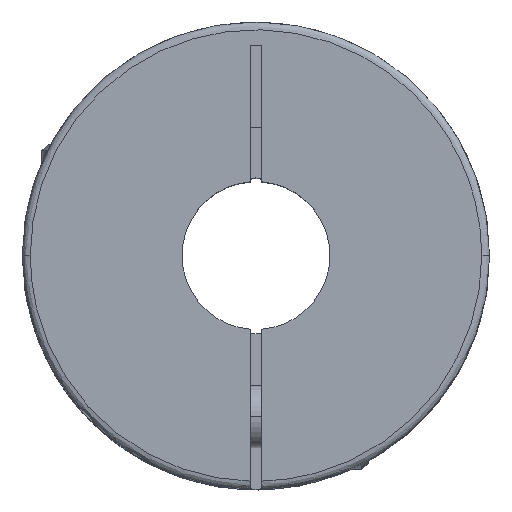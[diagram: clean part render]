
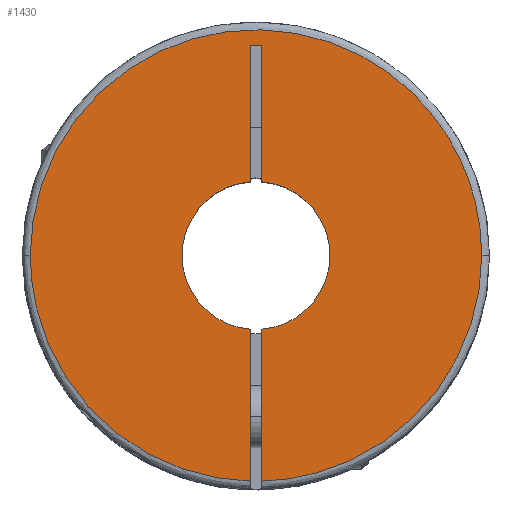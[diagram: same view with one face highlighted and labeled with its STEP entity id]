
A CAD part, top view. The second image highlights one B-rep face of the part: STEP entity #1430.
In plain terms, the highlighted planar face has unit normal (0, 0, 1).
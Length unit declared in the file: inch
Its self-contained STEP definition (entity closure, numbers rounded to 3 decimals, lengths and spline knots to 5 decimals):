
#37 = DIRECTION ( 'NONE',  ( 0., 1., 0. ) ) ;
#44 = VERTEX_POINT ( 'NONE', #3281 ) ;
#77 = CARTESIAN_POINT ( 'NONE',  ( 0.02953, 1.06299, 0. ) ) ;
#78 = CARTESIAN_POINT ( 'NONE',  ( 0.02953, -1.14135, 0. ) ) ;
#145 = CARTESIAN_POINT ( 'NONE',  ( 1.14173, 0., 0. ) ) ;
#194 = AXIS2_PLACEMENT_3D ( 'NONE', #2848, #3474, #639 ) ;
#257 = EDGE_CURVE ( 'NONE', #2356, #1199, #559, .T. ) ;
#261 = CIRCLE ( 'NONE', #2592, 0.37402 ) ;
#296 = DIRECTION ( 'NONE',  ( 0., 0., 1. ) ) ;
#299 = EDGE_CURVE ( 'NONE', #44, #3599, #2979, .T. ) ;
#330 = CARTESIAN_POINT ( 'NONE',  ( 1.14173, 2.28346, 0. ) ) ;
#364 = EDGE_CURVE ( 'NONE', #643, #1331, #2257, .T. ) ;
#424 = CARTESIAN_POINT ( 'NONE',  ( 1.14173, 0., 0. ) ) ;
#537 = ORIENTED_EDGE ( 'NONE', *, *, #3447, .F. ) ;
#559 =( BOUNDED_CURVE ( )  B_SPLINE_CURVE ( 3, ( #2829, #2197, #330, #3455 ),
 .UNSPECIFIED., .F., .T. ) 
 B_SPLINE_CURVE_WITH_KNOTS ( ( 4, 4 ),
 ( 0.24792, 0.75208 ),
 .UNSPECIFIED. ) 
 CURVE ( )  GEOMETRIC_REPRESENTATION_ITEM ( )  RATIONAL_B_SPLINE_CURVE ( ( 1., 0.333, 0.333, 1. ) ) 
 REPRESENTATION_ITEM ( '' )  );
#588 = DIRECTION ( 'NONE',  ( 0., 1., 0. ) ) ;
#606 = LINE ( 'NONE', #1788, #3629 ) ;
#625 = CARTESIAN_POINT ( 'NONE',  ( -0.02953, -1.14135, 0. ) ) ;
#639 = DIRECTION ( 'NONE',  ( 1., 0., 0. ) ) ;
#643 = VERTEX_POINT ( 'NONE', #3385 ) ;
#705 = EDGE_CURVE ( 'NONE', #3599, #1331, #3242, .T. ) ;
#759 = FACE_OUTER_BOUND ( 'NONE', #3033, .T. ) ;
#879 = DIRECTION ( 'NONE',  ( 1., 0., 0. ) ) ;
#914 = ORIENTED_EDGE ( 'NONE', *, *, #257, .F. ) ;
#921 = EDGE_CURVE ( 'NONE', #3375, #955, #606, .T. ) ;
#941 = EDGE_CURVE ( 'NONE', #3833, #955, #261, .T. ) ;
#942 = CARTESIAN_POINT ( 'NONE',  ( 0.02953, -1.1811, 0. ) ) ;
#955 = VERTEX_POINT ( 'NONE', #3685 ) ;
#982 = DIRECTION ( 'NONE',  ( 0., -1., 0. ) ) ;
#1002 = CARTESIAN_POINT ( 'NONE',  ( -1.14173, -0.65518, 0. ) ) ;
#1028 = CARTESIAN_POINT ( 'NONE',  ( -0.02953, 0.37285, 0. ) ) ;
#1048 = CARTESIAN_POINT ( 'NONE',  ( 0., 0., 0. ) ) ;
#1069 = EDGE_CURVE ( 'NONE', #1119, #1416, #3162, .T. ) ;
#1118 = AXIS2_PLACEMENT_3D ( 'NONE', #2339, #2723, #3571 ) ;
#1119 = VERTEX_POINT ( 'NONE', #2225 ) ;
#1164 = CARTESIAN_POINT ( 'NONE',  ( 0., 0., 0. ) ) ;
#1199 = VERTEX_POINT ( 'NONE', #424 ) ;
#1260 = CARTESIAN_POINT ( 'NONE',  ( -0.68448, -1.12441, 0. ) ) ;
#1285 = CARTESIAN_POINT ( 'NONE',  ( 0.02953, 0., 0. ) ) ;
#1331 = VERTEX_POINT ( 'NONE', #2516 ) ;
#1416 = VERTEX_POINT ( 'NONE', #78 ) ;
#1430 = ADVANCED_FACE ( 'NONE', ( #759 ), #2014, .F. ) ;
#1588 =( BOUNDED_CURVE ( )  B_SPLINE_CURVE ( 3, ( #3840, #1260, #1002, #1975 ),
 .UNSPECIFIED., .F., .T. ) 
 B_SPLINE_CURVE_WITH_KNOTS ( ( 4, 4 ),
 ( 0., 0.24792 ),
 .UNSPECIFIED. ) 
 CURVE ( )  GEOMETRIC_REPRESENTATION_ITEM ( )  RATIONAL_B_SPLINE_CURVE ( ( 1., 0.811, 0.811, 1. ) ) 
 REPRESENTATION_ITEM ( '' )  );
#1596 = EDGE_CURVE ( 'NONE', #643, #3833, #2213, .T. ) ;
#1685 = CARTESIAN_POINT ( 'NONE',  ( 0.02953, 0.37285, 0. ) ) ;
#1760 = ORIENTED_EDGE ( 'NONE', *, *, #921, .T. ) ;
#1788 = CARTESIAN_POINT ( 'NONE',  ( -0.02953, 1.06299, 0. ) ) ;
#1856 = VECTOR ( 'NONE', #3222, 39.37008 ) ;
#1920 = VECTOR ( 'NONE', #982, 39.37008 ) ;
#1975 = CARTESIAN_POINT ( 'NONE',  ( -1.14173, 0., 0. ) ) ;
#2014 = PLANE ( 'NONE',  #2192 ) ;
#2095 = CARTESIAN_POINT ( 'NONE',  ( 0.68448, -1.12441, 0. ) ) ;
#2192 = AXIS2_PLACEMENT_3D ( 'NONE', #1048, #2943, #2602 ) ;
#2197 = CARTESIAN_POINT ( 'NONE',  ( -1.14173, 2.28346, 0. ) ) ;
#2213 = LINE ( 'NONE', #3566, #1856 ) ;
#2225 = CARTESIAN_POINT ( 'NONE',  ( 0.02953, -0.37285, 0. ) ) ;
#2241 = VECTOR ( 'NONE', #37, 39.37008 ) ;
#2257 = LINE ( 'NONE', #77, #2318 ) ;
#2276 = DIRECTION ( 'NONE',  ( 1., 0., 0. ) ) ;
#2318 = VECTOR ( 'NONE', #2276, 39.37008 ) ;
#2339 = CARTESIAN_POINT ( 'NONE',  ( 0., 0., 0. ) ) ;
#2356 = VERTEX_POINT ( 'NONE', #3232 ) ;
#2452 = CIRCLE ( 'NONE', #1118, 0.37402 ) ;
#2504 = ORIENTED_EDGE ( 'NONE', *, *, #3026, .F. ) ;
#2516 = CARTESIAN_POINT ( 'NONE',  ( 0.02953, 1.06299, 0. ) ) ;
#2578 =( BOUNDED_CURVE ( )  B_SPLINE_CURVE ( 3, ( #145, #3309, #2095, #3637 ),
 .UNSPECIFIED., .F., .T. ) 
 B_SPLINE_CURVE_WITH_KNOTS ( ( 4, 4 ),
 ( 0.75208, 1. ),
 .UNSPECIFIED. ) 
 CURVE ( )  GEOMETRIC_REPRESENTATION_ITEM ( )  RATIONAL_B_SPLINE_CURVE ( ( 1., 0.811, 0.811, 1. ) ) 
 REPRESENTATION_ITEM ( '' )  );
#2592 = AXIS2_PLACEMENT_3D ( 'NONE', #1164, #296, #879 ) ;
#2602 = DIRECTION ( 'NONE',  ( -1., 0., 0. ) ) ;
#2723 = DIRECTION ( 'NONE',  ( 0., 0., 1. ) ) ;
#2829 = CARTESIAN_POINT ( 'NONE',  ( -1.14173, 0., 0. ) ) ;
#2833 = EDGE_CURVE ( 'NONE', #1119, #44, #2452, .T. ) ;
#2848 = CARTESIAN_POINT ( 'NONE',  ( 0., 0., 0. ) ) ;
#2872 = ORIENTED_EDGE ( 'NONE', *, *, #705, .F. ) ;
#2939 = ORIENTED_EDGE ( 'NONE', *, *, #299, .F. ) ;
#2943 = DIRECTION ( 'NONE',  ( 0., 0., -1. ) ) ;
#2979 = CIRCLE ( 'NONE', #194, 0.37402 ) ;
#3026 = EDGE_CURVE ( 'NONE', #3375, #2356, #1588, .T. ) ;
#3033 = EDGE_LOOP ( 'NONE', ( #1760, #3916, #3398, #3506, #2872, #2939, #4009, #3934, #537, #914, #2504 ) ) ;
#3162 = LINE ( 'NONE', #942, #1920 ) ;
#3222 = DIRECTION ( 'NONE',  ( 0., -1., 0. ) ) ;
#3232 = CARTESIAN_POINT ( 'NONE',  ( -1.14173, 0., 0. ) ) ;
#3242 = LINE ( 'NONE', #1285, #2241 ) ;
#3281 = CARTESIAN_POINT ( 'NONE',  ( 0.37402, 0., 0. ) ) ;
#3309 = CARTESIAN_POINT ( 'NONE',  ( 1.14173, -0.65518, 0. ) ) ;
#3375 = VERTEX_POINT ( 'NONE', #625 ) ;
#3385 = CARTESIAN_POINT ( 'NONE',  ( -0.02953, 1.06299, 0. ) ) ;
#3398 = ORIENTED_EDGE ( 'NONE', *, *, #1596, .F. ) ;
#3447 = EDGE_CURVE ( 'NONE', #1199, #1416, #2578, .T. ) ;
#3455 = CARTESIAN_POINT ( 'NONE',  ( 1.14173, 0., 0. ) ) ;
#3474 = DIRECTION ( 'NONE',  ( 0., 0., 1. ) ) ;
#3506 = ORIENTED_EDGE ( 'NONE', *, *, #364, .T. ) ;
#3566 = CARTESIAN_POINT ( 'NONE',  ( -0.02953, 0., 0. ) ) ;
#3571 = DIRECTION ( 'NONE',  ( 1., 0., 0. ) ) ;
#3599 = VERTEX_POINT ( 'NONE', #1685 ) ;
#3629 = VECTOR ( 'NONE', #588, 39.37008 ) ;
#3637 = CARTESIAN_POINT ( 'NONE',  ( 0.02953, -1.14135, 0. ) ) ;
#3685 = CARTESIAN_POINT ( 'NONE',  ( -0.02953, -0.37285, 0. ) ) ;
#3833 = VERTEX_POINT ( 'NONE', #1028 ) ;
#3840 = CARTESIAN_POINT ( 'NONE',  ( -0.02953, -1.14135, 0. ) ) ;
#3916 = ORIENTED_EDGE ( 'NONE', *, *, #941, .F. ) ;
#3934 = ORIENTED_EDGE ( 'NONE', *, *, #1069, .T. ) ;
#4009 = ORIENTED_EDGE ( 'NONE', *, *, #2833, .F. ) ;
